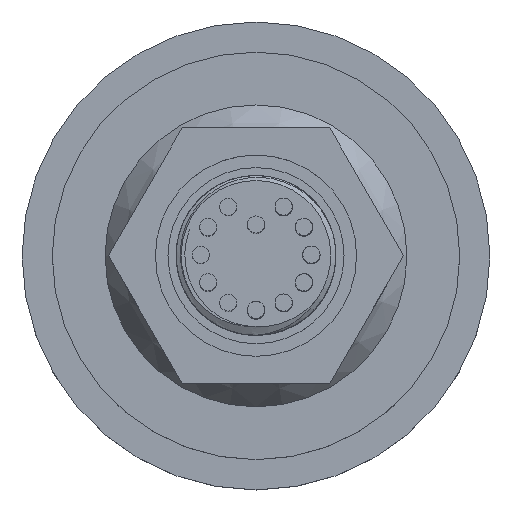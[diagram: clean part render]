
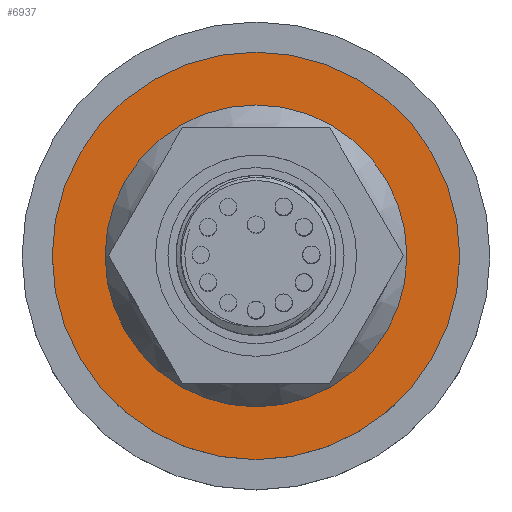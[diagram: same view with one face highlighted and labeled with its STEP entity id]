
A CAD part, top view. The second image highlights one B-rep face of the part: STEP entity #6937.
In plain terms, the highlighted planar face has unit normal (0, 0, 1).
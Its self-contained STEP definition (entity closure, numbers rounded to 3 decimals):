
#129=FACE_BOUND($,#2384,.T.);
#130=FACE_BOUND($,#2385,.T.);
#1370=PLANE($,#7292);
#1470=CIRCLE($,#7288,15.);
#1471=CIRCLE($,#7290,20.25);
#2384=EDGE_LOOP($,(#5997));
#2385=EDGE_LOOP($,(#5998));
#3299=VERTEX_POINT($,#19364);
#3300=VERTEX_POINT($,#19367);
#4198=EDGE_CURVE($,#3299,#3299,#1470,.T.);
#4199=EDGE_CURVE($,#3300,#3300,#1471,.T.);
#5997=ORIENTED_EDGE($,*,*,#4198,.T.);
#5998=ORIENTED_EDGE($,*,*,#4199,.F.);
#6937=ADVANCED_FACE($,(#129,#130),#1370,.F.);
#7288=AXIS2_PLACEMENT_3D($,#19365,#8493,#8494);
#7290=AXIS2_PLACEMENT_3D($,#19368,#8497,#8498);
#7292=AXIS2_PLACEMENT_3D($,#19371,#8501,#8502);
#8493=DIRECTION('center_axis',(0.,0.,-1.));
#8494=DIRECTION('ref_axis',(1.,0.,0.));
#8497=DIRECTION('center_axis',(0.,0.,-1.));
#8498=DIRECTION('ref_axis',(-1.,0.,0.));
#8501=DIRECTION('center_axis',(0.,0.,-1.));
#8502=DIRECTION('ref_axis',(-1.,0.,0.));
#19364=CARTESIAN_POINT('',(-15.,0.,19.));
#19365=CARTESIAN_POINT('Origin',(0.,0.,19.));
#19367=CARTESIAN_POINT('',(20.25,0.,19.));
#19368=CARTESIAN_POINT('Origin',(0.,0.,19.));
#19371=CARTESIAN_POINT('Origin',(0.,0.,19.));
